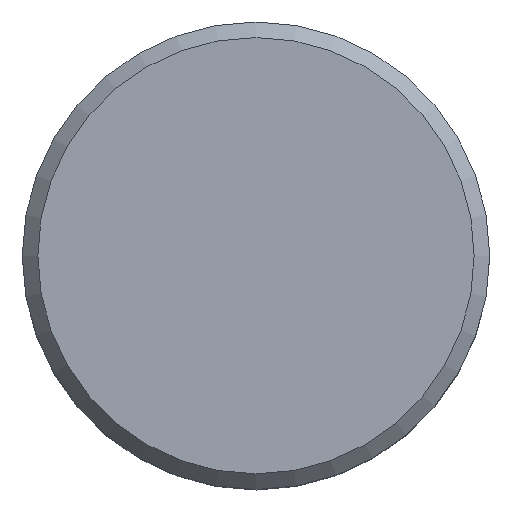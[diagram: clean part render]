
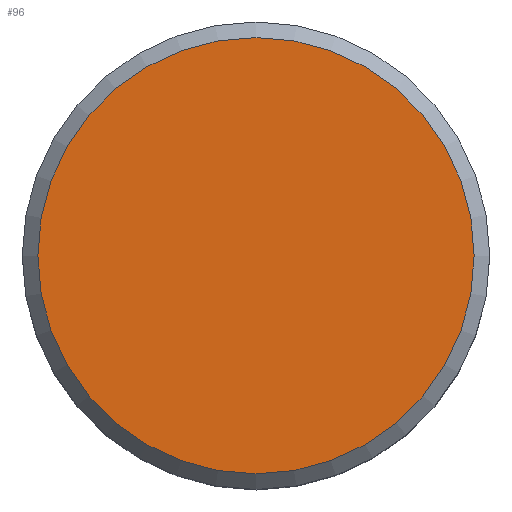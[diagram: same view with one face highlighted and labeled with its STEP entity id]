
A CAD part, top view. The second image highlights one B-rep face of the part: STEP entity #96.
In plain terms, the highlighted planar face has unit normal (0, 0, 1).
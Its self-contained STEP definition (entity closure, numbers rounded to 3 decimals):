
#16=PLANE('',#129);
#25=FACE_OUTER_BOUND('',#32,.T.);
#32=EDGE_LOOP('',(#82));
#47=CIRCLE('',#126,14.);
#53=VERTEX_POINT('',#178);
#62=EDGE_CURVE('',#53,#53,#47,.T.);
#82=ORIENTED_EDGE('',*,*,#62,.F.);
#96=ADVANCED_FACE('',(#25),#16,.F.);
#126=AXIS2_PLACEMENT_3D('',#180,#152,#153);
#129=AXIS2_PLACEMENT_3D('',#185,#159,#160);
#152=DIRECTION('center_axis',(0.,0.,-1.));
#153=DIRECTION('ref_axis',(-1.,0.,0.));
#159=DIRECTION('center_axis',(0.,0.,-1.));
#160=DIRECTION('ref_axis',(-1.,0.,0.));
#178=CARTESIAN_POINT('',(14.,0.,20.));
#180=CARTESIAN_POINT('Origin',(0.,0.,20.));
#185=CARTESIAN_POINT('Origin',(0.,0.,20.));
